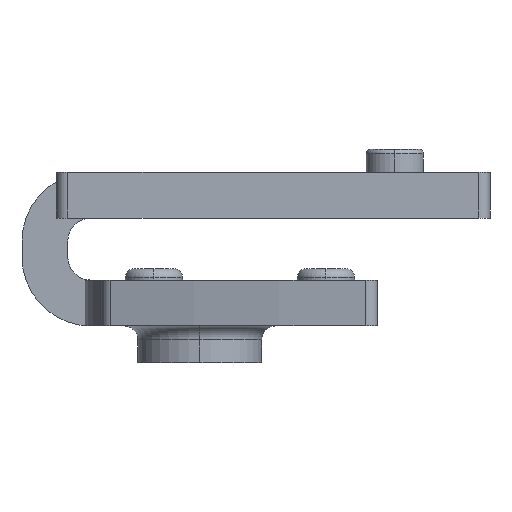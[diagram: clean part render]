
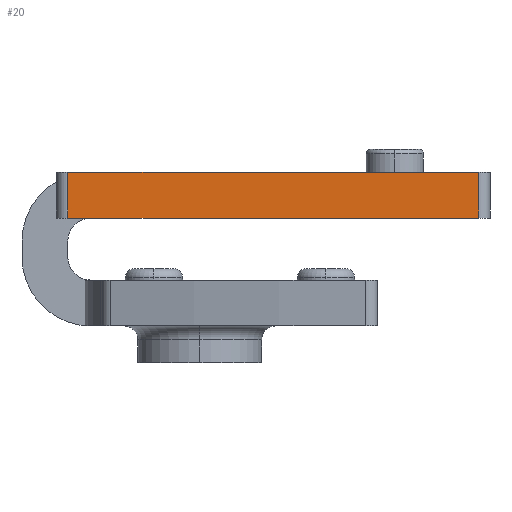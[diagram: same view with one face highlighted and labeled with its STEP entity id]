
A CAD part, left-side view. The second image highlights one B-rep face of the part: STEP entity #20.
In plain terms, the highlighted planar face has unit normal (-1, 0, 0).
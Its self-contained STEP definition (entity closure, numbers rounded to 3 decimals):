
#20 = ADVANCED_FACE ( 'NONE', ( #2246 ), #1338, .T. ) ;
#36 = EDGE_CURVE ( 'NONE', #2618, #104, #1107, .T. ) ;
#104 = VERTEX_POINT ( 'NONE', #134 ) ;
#120 = CARTESIAN_POINT ( 'NONE',  ( 2717.162, 358.456, 6.7 ) ) ;
#134 = CARTESIAN_POINT ( 'NONE',  ( 2717.162, 340.556, 6.7 ) ) ;
#148 = DIRECTION ( 'NONE',  ( -1., 0., 0. ) ) ;
#163 = DIRECTION ( 'NONE',  ( 0., -1., 0. ) ) ;
#243 = EDGE_CURVE ( 'NONE', #2921, #2888, #437, .T. ) ;
#272 = CARTESIAN_POINT ( 'NONE',  ( 2717.162, 358.456, 4.7 ) ) ;
#437 = LINE ( 'NONE', #1152, #2630 ) ;
#703 = VECTOR ( 'NONE', #2143, 1000. ) ;
#976 = CARTESIAN_POINT ( 'NONE',  ( 2717.162, 340.556, 4.7 ) ) ;
#1044 = ORIENTED_EDGE ( 'NONE', *, *, #243, .T. ) ;
#1089 = DIRECTION ( 'NONE',  ( 0., -1., 0. ) ) ;
#1090 = EDGE_LOOP ( 'NONE', ( #2715, #2653, #1044, #2971 ) ) ;
#1107 = LINE ( 'NONE', #2736, #1208 ) ;
#1152 = CARTESIAN_POINT ( 'NONE',  ( 2717.162, 358.456, 4.7 ) ) ;
#1208 = VECTOR ( 'NONE', #163, 1000. ) ;
#1262 = AXIS2_PLACEMENT_3D ( 'NONE', #120, #148, #1089 ) ;
#1338 = PLANE ( 'NONE',  #1262 ) ;
#1428 = EDGE_CURVE ( 'NONE', #2618, #2921, #1462, .T. ) ;
#1462 = LINE ( 'NONE', #2883, #2738 ) ;
#1661 = CARTESIAN_POINT ( 'NONE',  ( 2717.162, 340.556, 6.7 ) ) ;
#2029 = DIRECTION ( 'NONE',  ( 0., 0., -1. ) ) ;
#2083 = DIRECTION ( 'NONE',  ( 0., -1., 0. ) ) ;
#2143 = DIRECTION ( 'NONE',  ( 0., 0., -1. ) ) ;
#2246 = FACE_OUTER_BOUND ( 'NONE', #1090, .T. ) ;
#2584 = LINE ( 'NONE', #1661, #703 ) ;
#2604 = CARTESIAN_POINT ( 'NONE',  ( 2717.162, 358.456, 6.7 ) ) ;
#2618 = VERTEX_POINT ( 'NONE', #2604 ) ;
#2630 = VECTOR ( 'NONE', #2083, 1000. ) ;
#2653 = ORIENTED_EDGE ( 'NONE', *, *, #1428, .T. ) ;
#2715 = ORIENTED_EDGE ( 'NONE', *, *, #36, .F. ) ;
#2736 = CARTESIAN_POINT ( 'NONE',  ( 2717.162, 358.456, 6.7 ) ) ;
#2738 = VECTOR ( 'NONE', #2029, 1000. ) ;
#2883 = CARTESIAN_POINT ( 'NONE',  ( 2717.162, 358.456, 8.55 ) ) ;
#2888 = VERTEX_POINT ( 'NONE', #976 ) ;
#2921 = VERTEX_POINT ( 'NONE', #272 ) ;
#2930 = EDGE_CURVE ( 'NONE', #104, #2888, #2584, .T. ) ;
#2971 = ORIENTED_EDGE ( 'NONE', *, *, #2930, .F. ) ;
